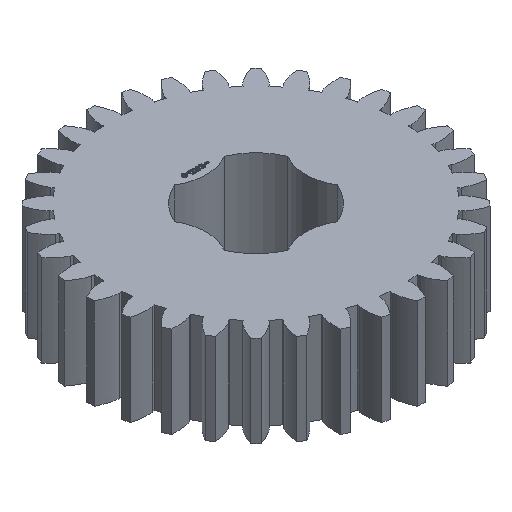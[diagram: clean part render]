
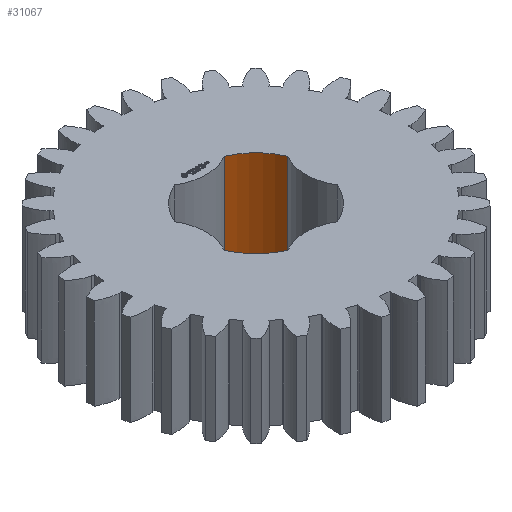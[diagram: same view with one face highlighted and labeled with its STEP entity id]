
A CAD part, isometric view. The second image highlights one B-rep face of the part: STEP entity #31067.
In plain terms, the highlighted cylindrical face has radius 6.35 mm (diameter 12.7 mm), a partial arc.
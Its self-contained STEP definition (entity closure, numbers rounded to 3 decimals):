
#93 = PLANE('',#94);
#94 = AXIS2_PLACEMENT_3D('',#95,#96,#97);
#95 = CARTESIAN_POINT('',(0.,0.,9.375)
  );
#96 = DIRECTION('',(0.,0.,1.));
#97 = DIRECTION('',(1.,0.,0.));
#168 = PLANE('',#169);
#169 = AXIS2_PLACEMENT_3D('',#170,#171,#172);
#170 = CARTESIAN_POINT('',(0.,0.,0.));
#171 = DIRECTION('',(0.,0.,1.));
#172 = DIRECTION('',(1.,0.,0.));
#9338 = VERTEX_POINT('',#9339);
#9339 = CARTESIAN_POINT('',(2.55,5.816,0.));
#9354 = CYLINDRICAL_SURFACE('',#9355,4.9);
#9355 = AXIS2_PLACEMENT_3D('',#9356,#9357,#9358);
#9356 = CARTESIAN_POINT('',(0.,10.,0.));
#9357 = DIRECTION('',(0.,-0.,-1.));
#9358 = DIRECTION('',(0.707,0.707,0.));
#9366 = EDGE_CURVE('',#9367,#9338,#9369,.T.);
#9367 = VERTEX_POINT('',#9368);
#9368 = CARTESIAN_POINT('',(5.816,2.55,0.));
#9369 = SURFACE_CURVE('',#9370,(#9375,#9382),.PCURVE_S1.);
#9370 = CIRCLE('',#9371,6.35);
#9371 = AXIS2_PLACEMENT_3D('',#9372,#9373,#9374);
#9372 = CARTESIAN_POINT('',(0.,0.,0.));
#9373 = DIRECTION('',(0.,-0.,1.));
#9374 = DIRECTION('',(0.707,0.707,0.));
#9375 = PCURVE('',#168,#9376);
#9376 = DEFINITIONAL_REPRESENTATION('',(#9377),#9381);
#9377 = CIRCLE('',#9378,6.35);
#9378 = AXIS2_PLACEMENT_2D('',#9379,#9380);
#9379 = CARTESIAN_POINT('',(0.,0.));
#9380 = DIRECTION('',(0.707,0.707));
#9381 = ( GEOMETRIC_REPRESENTATION_CONTEXT(2) 
PARAMETRIC_REPRESENTATION_CONTEXT() REPRESENTATION_CONTEXT('2D SPACE',''
  ) );
#9382 = PCURVE('',#9383,#9388);
#9383 = CYLINDRICAL_SURFACE('',#9384,6.35);
#9384 = AXIS2_PLACEMENT_3D('',#9385,#9386,#9387);
#9385 = CARTESIAN_POINT('',(0.,0.,0.));
#9386 = DIRECTION('',(0.,-0.,-1.));
#9387 = DIRECTION('',(0.707,0.707,0.));
#9388 = DEFINITIONAL_REPRESENTATION('',(#9389),#9393);
#9389 = LINE('',#9390,#9391);
#9390 = CARTESIAN_POINT('',(-0.,0.));
#9391 = VECTOR('',#9392,1.);
#9392 = DIRECTION('',(-1.,0.));
#9393 = ( GEOMETRIC_REPRESENTATION_CONTEXT(2) 
PARAMETRIC_REPRESENTATION_CONTEXT() REPRESENTATION_CONTEXT('2D SPACE',''
  ) );
#9412 = CYLINDRICAL_SURFACE('',#9413,4.9);
#9413 = AXIS2_PLACEMENT_3D('',#9414,#9415,#9416);
#9414 = CARTESIAN_POINT('',(10.,0.,0.));
#9415 = DIRECTION('',(0.,-0.,-1.));
#9416 = DIRECTION('',(0.707,0.707,0.));
#16026 = VERTEX_POINT('',#16027);
#16027 = CARTESIAN_POINT('',(2.55,5.816,9.375));
#16049 = EDGE_CURVE('',#16050,#16026,#16052,.T.);
#16050 = VERTEX_POINT('',#16051);
#16051 = CARTESIAN_POINT('',(5.816,2.55,9.375));
#16052 = SURFACE_CURVE('',#16053,(#16058,#16065),.PCURVE_S1.);
#16053 = CIRCLE('',#16054,6.35);
#16054 = AXIS2_PLACEMENT_3D('',#16055,#16056,#16057);
#16055 = CARTESIAN_POINT('',(0.,0.,9.375
    ));
#16056 = DIRECTION('',(0.,-0.,1.));
#16057 = DIRECTION('',(0.707,0.707,0.));
#16058 = PCURVE('',#93,#16059);
#16059 = DEFINITIONAL_REPRESENTATION('',(#16060),#16064);
#16060 = CIRCLE('',#16061,6.35);
#16061 = AXIS2_PLACEMENT_2D('',#16062,#16063);
#16062 = CARTESIAN_POINT('',(0.,0.));
#16063 = DIRECTION('',(0.707,0.707));
#16064 = ( GEOMETRIC_REPRESENTATION_CONTEXT(2) 
PARAMETRIC_REPRESENTATION_CONTEXT() REPRESENTATION_CONTEXT('2D SPACE',''
  ) );
#16065 = PCURVE('',#9383,#16066);
#16066 = DEFINITIONAL_REPRESENTATION('',(#16067),#16071);
#16067 = LINE('',#16068,#16069);
#16068 = CARTESIAN_POINT('',(-0.,-9.375));
#16069 = VECTOR('',#16070,1.);
#16070 = DIRECTION('',(-1.,0.));
#16071 = ( GEOMETRIC_REPRESENTATION_CONTEXT(2) 
PARAMETRIC_REPRESENTATION_CONTEXT() REPRESENTATION_CONTEXT('2D SPACE',''
  ) );
#31044 = EDGE_CURVE('',#9367,#16050,#31045,.T.);
#31045 = SURFACE_CURVE('',#31046,(#31050,#31057),.PCURVE_S1.);
#31046 = LINE('',#31047,#31048);
#31047 = CARTESIAN_POINT('',(5.816,2.55,0.));
#31048 = VECTOR('',#31049,1.);
#31049 = DIRECTION('',(0.,0.,1.));
#31050 = PCURVE('',#9412,#31051);
#31051 = DEFINITIONAL_REPRESENTATION('',(#31052),#31056);
#31052 = LINE('',#31053,#31054);
#31053 = CARTESIAN_POINT('',(-1.809,0.));
#31054 = VECTOR('',#31055,1.);
#31055 = DIRECTION('',(-0.,-1.));
#31056 = ( GEOMETRIC_REPRESENTATION_CONTEXT(2) 
PARAMETRIC_REPRESENTATION_CONTEXT() REPRESENTATION_CONTEXT('2D SPACE',''
  ) );
#31057 = PCURVE('',#9383,#31058);
#31058 = DEFINITIONAL_REPRESENTATION('',(#31059),#31063);
#31059 = LINE('',#31060,#31061);
#31060 = CARTESIAN_POINT('',(-5.911,0.));
#31061 = VECTOR('',#31062,1.);
#31062 = DIRECTION('',(-0.,-1.));
#31063 = ( GEOMETRIC_REPRESENTATION_CONTEXT(2) 
PARAMETRIC_REPRESENTATION_CONTEXT() REPRESENTATION_CONTEXT('2D SPACE',''
  ) );
#31067 = ADVANCED_FACE('',(#31068),#9383,.F.);
#31068 = FACE_BOUND('',#31069,.T.);
#31069 = EDGE_LOOP('',(#31070,#31071,#31072,#31093));
#31070 = ORIENTED_EDGE('',*,*,#31044,.T.);
#31071 = ORIENTED_EDGE('',*,*,#16049,.T.);
#31072 = ORIENTED_EDGE('',*,*,#31073,.F.);
#31073 = EDGE_CURVE('',#9338,#16026,#31074,.T.);
#31074 = SURFACE_CURVE('',#31075,(#31079,#31086),.PCURVE_S1.);
#31075 = LINE('',#31076,#31077);
#31076 = CARTESIAN_POINT('',(2.55,5.816,0.));
#31077 = VECTOR('',#31078,1.);
#31078 = DIRECTION('',(0.,0.,1.));
#31079 = PCURVE('',#9383,#31080);
#31080 = DEFINITIONAL_REPRESENTATION('',(#31081),#31085);
#31081 = LINE('',#31082,#31083);
#31082 = CARTESIAN_POINT('',(-6.655,0.));
#31083 = VECTOR('',#31084,1.);
#31084 = DIRECTION('',(-0.,-1.));
#31085 = ( GEOMETRIC_REPRESENTATION_CONTEXT(2) 
PARAMETRIC_REPRESENTATION_CONTEXT() REPRESENTATION_CONTEXT('2D SPACE',''
  ) );
#31086 = PCURVE('',#9354,#31087);
#31087 = DEFINITIONAL_REPRESENTATION('',(#31088),#31092);
#31088 = LINE('',#31089,#31090);
#31089 = CARTESIAN_POINT('',(-4.474,0.));
#31090 = VECTOR('',#31091,1.);
#31091 = DIRECTION('',(-0.,-1.));
#31092 = ( GEOMETRIC_REPRESENTATION_CONTEXT(2) 
PARAMETRIC_REPRESENTATION_CONTEXT() REPRESENTATION_CONTEXT('2D SPACE',''
  ) );
#31093 = ORIENTED_EDGE('',*,*,#9366,.F.);
